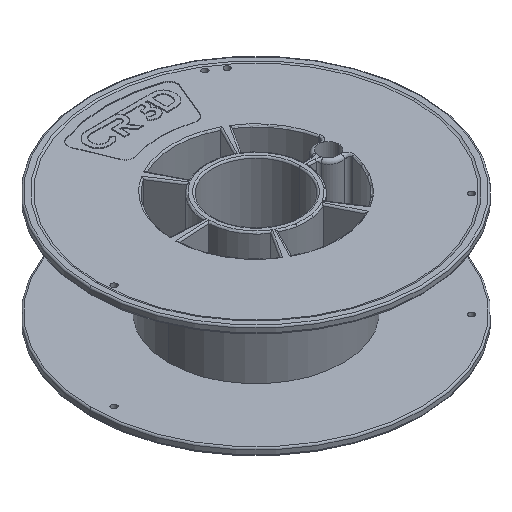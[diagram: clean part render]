
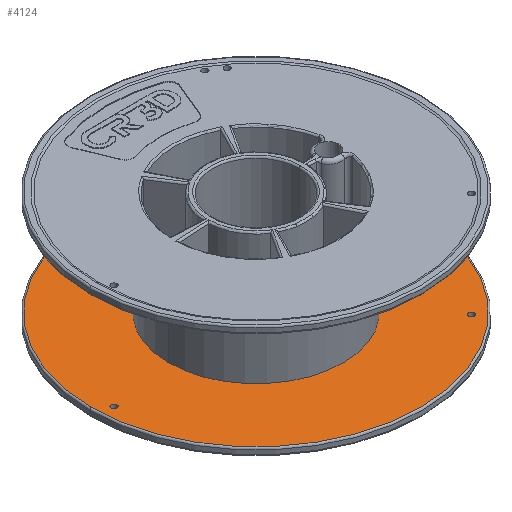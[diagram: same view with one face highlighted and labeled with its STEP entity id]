
A CAD part, isometric view. The second image highlights one B-rep face of the part: STEP entity #4124.
In plain terms, the highlighted planar face has unit normal (0, 0, 1).
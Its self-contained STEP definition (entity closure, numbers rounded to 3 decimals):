
#220 = DIRECTION ( 'NONE',  ( 0., 0., 1. ) ) ;
#286 = EDGE_LOOP ( 'NONE', ( #1744, #7399 ) ) ;
#363 = EDGE_CURVE ( 'NONE', #1919, #3897, #2934, .T. ) ;
#392 = ORIENTED_EDGE ( 'NONE', *, *, #4790, .T. ) ;
#395 = CARTESIAN_POINT ( 'NONE',  ( 47.748, 78.454, 0. ) ) ;
#432 = ORIENTED_EDGE ( 'NONE', *, *, #1294, .T. ) ;
#493 = AXIS2_PLACEMENT_3D ( 'NONE', #2208, #4013, #1497 ) ;
#494 = VERTEX_POINT ( 'NONE', #3723 ) ;
#574 = ORIENTED_EDGE ( 'NONE', *, *, #7149, .T. ) ;
#651 = CARTESIAN_POINT ( 'NONE',  ( 49.498, 78.454, 0. ) ) ;
#845 = DIRECTION ( 'NONE',  ( 0., 0., -1. ) ) ;
#869 = CARTESIAN_POINT ( 'NONE',  ( -93.384, -6.168, 0. ) ) ;
#902 = DIRECTION ( 'NONE',  ( 0., 0., 1. ) ) ;
#921 = CARTESIAN_POINT ( 'NONE',  ( 0., 0., 0. ) ) ;
#1019 = CIRCLE ( 'NONE', #493, 1.75 ) ;
#1101 = AXIS2_PLACEMENT_3D ( 'NONE', #5896, #220, #6557 ) ;
#1135 = DIRECTION ( 'NONE',  ( 0., 0., -1. ) ) ;
#1151 = DIRECTION ( 'NONE',  ( -1., 0., 0. ) ) ;
#1153 = FACE_BOUND ( 'NONE', #4508, .T. ) ;
#1294 = EDGE_CURVE ( 'NONE', #494, #2566, #3745, .T. ) ;
#1371 = CIRCLE ( 'NONE', #4948, 1.75 ) ;
#1375 = DIRECTION ( 'NONE',  ( -1., 0., 0. ) ) ;
#1456 = EDGE_LOOP ( 'NONE', ( #574, #5538 ) ) ;
#1485 = CARTESIAN_POINT ( 'NONE',  ( 63.869, -65.997, 0. ) ) ;
#1497 = DIRECTION ( 'NONE',  ( -1., 0., 0. ) ) ;
#1531 = DIRECTION ( 'NONE',  ( 0., 0., -1. ) ) ;
#1744 = ORIENTED_EDGE ( 'NONE', *, *, #5039, .T. ) ;
#1756 = CIRCLE ( 'NONE', #1101, 99. ) ;
#1762 = AXIS2_PLACEMENT_3D ( 'NONE', #1485, #7222, #2750 ) ;
#1874 = DIRECTION ( 'NONE',  ( 0., 0., -1. ) ) ;
#1891 = FACE_OUTER_BOUND ( 'NONE', #286, .T. ) ;
#1919 = VERTEX_POINT ( 'NONE', #2899 ) ;
#2140 = CARTESIAN_POINT ( 'NONE',  ( 0., 0., 0. ) ) ;
#2208 = CARTESIAN_POINT ( 'NONE',  ( -91.634, -6.168, 0. ) ) ;
#2224 = VERTEX_POINT ( 'NONE', #8059 ) ;
#2238 = EDGE_CURVE ( 'NONE', #8203, #5116, #6547, .T. ) ;
#2284 = CIRCLE ( 'NONE', #1762, 1.75 ) ;
#2427 = PLANE ( 'NONE',  #6163 ) ;
#2466 = FACE_BOUND ( 'NONE', #6751, .T. ) ;
#2566 = VERTEX_POINT ( 'NONE', #5485 ) ;
#2576 = AXIS2_PLACEMENT_3D ( 'NONE', #395, #1135, #4909 ) ;
#2581 = EDGE_LOOP ( 'NONE', ( #3261, #392 ) ) ;
#2618 = AXIS2_PLACEMENT_3D ( 'NONE', #4333, #3100, #1375 ) ;
#2647 = CARTESIAN_POINT ( 'NONE',  ( 45.998, 78.454, 0. ) ) ;
#2750 = DIRECTION ( 'NONE',  ( -1., 0., 0. ) ) ;
#2755 = DIRECTION ( 'NONE',  ( -1., 0., 0. ) ) ;
#2846 = CIRCLE ( 'NONE', #5491, 1.75 ) ;
#2866 = AXIS2_PLACEMENT_3D ( 'NONE', #3620, #8155, #1151 ) ;
#2899 = CARTESIAN_POINT ( 'NONE',  ( 53.926, 73.042, 0. ) ) ;
#2933 = VERTEX_POINT ( 'NONE', #869 ) ;
#2934 = CIRCLE ( 'NONE', #4377, 1.75 ) ;
#2981 = AXIS2_PLACEMENT_3D ( 'NONE', #2140, #902, #3458 ) ;
#2994 = FACE_BOUND ( 'NONE', #1456, .T. ) ;
#3075 = FACE_BOUND ( 'NONE', #6219, .T. ) ;
#3082 = EDGE_CURVE ( 'NONE', #2566, #494, #6164, .T. ) ;
#3100 = DIRECTION ( 'NONE',  ( 0., 0., -1. ) ) ;
#3136 = DIRECTION ( 'NONE',  ( -1., 0., 0. ) ) ;
#3250 = VERTEX_POINT ( 'NONE', #6364 ) ;
#3261 = ORIENTED_EDGE ( 'NONE', *, *, #5150, .T. ) ;
#3271 = CARTESIAN_POINT ( 'NONE',  ( 47.748, 78.454, 0. ) ) ;
#3458 = DIRECTION ( 'NONE',  ( -1., 0., 0. ) ) ;
#3519 = CARTESIAN_POINT ( 'NONE',  ( -89.884, -6.168, 0. ) ) ;
#3549 = EDGE_CURVE ( 'NONE', #5116, #8203, #4844, .T. ) ;
#3615 = AXIS2_PLACEMENT_3D ( 'NONE', #921, #1531, #2755 ) ;
#3620 = CARTESIAN_POINT ( 'NONE',  ( 0., 0., 0. ) ) ;
#3720 = CARTESIAN_POINT ( 'NONE',  ( 65.619, -65.997, 0. ) ) ;
#3723 = CARTESIAN_POINT ( 'NONE',  ( -52.5, 0., 0. ) ) ;
#3745 = CIRCLE ( 'NONE', #3615, 52.5 ) ;
#3820 = DIRECTION ( 'NONE',  ( -1., 0., 0. ) ) ;
#3897 = VERTEX_POINT ( 'NONE', #6417 ) ;
#4013 = DIRECTION ( 'NONE',  ( 0., 0., -1. ) ) ;
#4124 = ADVANCED_FACE ( 'NONE', ( #3075, #2994, #2466, #8082, #1891, #1153 ), #2427, .F. ) ;
#4165 = CARTESIAN_POINT ( 'NONE',  ( -91.634, -6.168, 0. ) ) ;
#4312 = DIRECTION ( 'NONE',  ( 0., 0., -1. ) ) ;
#4333 = CARTESIAN_POINT ( 'NONE',  ( 55.676, 73.042, 0. ) ) ;
#4377 = AXIS2_PLACEMENT_3D ( 'NONE', #5540, #1874, #3136 ) ;
#4508 = EDGE_LOOP ( 'NONE', ( #432, #6656 ) ) ;
#4572 = VERTEX_POINT ( 'NONE', #3720 ) ;
#4747 = EDGE_CURVE ( 'NONE', #7180, #2224, #1756, .T. ) ;
#4790 = EDGE_CURVE ( 'NONE', #3250, #4572, #2284, .T. ) ;
#4844 = CIRCLE ( 'NONE', #5114, 1.75 ) ;
#4875 = EDGE_CURVE ( 'NONE', #5262, #2933, #1371, .T. ) ;
#4909 = DIRECTION ( 'NONE',  ( -1., 0., 0. ) ) ;
#4948 = AXIS2_PLACEMENT_3D ( 'NONE', #4165, #6064, #6140 ) ;
#4957 = ORIENTED_EDGE ( 'NONE', *, *, #2238, .T. ) ;
#5039 = EDGE_CURVE ( 'NONE', #2224, #7180, #6932, .T. ) ;
#5114 = AXIS2_PLACEMENT_3D ( 'NONE', #3271, #5205, #7727 ) ;
#5116 = VERTEX_POINT ( 'NONE', #651 ) ;
#5144 = CIRCLE ( 'NONE', #2618, 1.75 ) ;
#5150 = EDGE_CURVE ( 'NONE', #4572, #3250, #2846, .T. ) ;
#5205 = DIRECTION ( 'NONE',  ( 0., 0., -1. ) ) ;
#5262 = VERTEX_POINT ( 'NONE', #3519 ) ;
#5485 = CARTESIAN_POINT ( 'NONE',  ( 52.5, 0., 0. ) ) ;
#5491 = AXIS2_PLACEMENT_3D ( 'NONE', #7139, #845, #3820 ) ;
#5538 = ORIENTED_EDGE ( 'NONE', *, *, #363, .T. ) ;
#5540 = CARTESIAN_POINT ( 'NONE',  ( 55.676, 73.042, 0. ) ) ;
#5598 = DIRECTION ( 'NONE',  ( -1., 0., 0. ) ) ;
#5624 = ORIENTED_EDGE ( 'NONE', *, *, #6051, .T. ) ;
#5896 = CARTESIAN_POINT ( 'NONE',  ( 0., 0., 0. ) ) ;
#6051 = EDGE_CURVE ( 'NONE', #2933, #5262, #1019, .T. ) ;
#6064 = DIRECTION ( 'NONE',  ( 0., 0., -1. ) ) ;
#6136 = CARTESIAN_POINT ( 'NONE',  ( 0., 0., 0. ) ) ;
#6140 = DIRECTION ( 'NONE',  ( -1., 0., 0. ) ) ;
#6163 = AXIS2_PLACEMENT_3D ( 'NONE', #6136, #4312, #5598 ) ;
#6164 = CIRCLE ( 'NONE', #2866, 52.5 ) ;
#6219 = EDGE_LOOP ( 'NONE', ( #7923, #4957 ) ) ;
#6364 = CARTESIAN_POINT ( 'NONE',  ( 62.119, -65.997, 0. ) ) ;
#6417 = CARTESIAN_POINT ( 'NONE',  ( 57.426, 73.042, 0. ) ) ;
#6547 = CIRCLE ( 'NONE', #2576, 1.75 ) ;
#6557 = DIRECTION ( 'NONE',  ( -1., 0., 0. ) ) ;
#6656 = ORIENTED_EDGE ( 'NONE', *, *, #3082, .T. ) ;
#6751 = EDGE_LOOP ( 'NONE', ( #7946, #5624 ) ) ;
#6932 = CIRCLE ( 'NONE', #2981, 99. ) ;
#7139 = CARTESIAN_POINT ( 'NONE',  ( 63.869, -65.997, 0. ) ) ;
#7149 = EDGE_CURVE ( 'NONE', #3897, #1919, #5144, .T. ) ;
#7180 = VERTEX_POINT ( 'NONE', #7638 ) ;
#7222 = DIRECTION ( 'NONE',  ( 0., 0., -1. ) ) ;
#7399 = ORIENTED_EDGE ( 'NONE', *, *, #4747, .T. ) ;
#7638 = CARTESIAN_POINT ( 'NONE',  ( 99., 0., 0. ) ) ;
#7727 = DIRECTION ( 'NONE',  ( -1., 0., 0. ) ) ;
#7923 = ORIENTED_EDGE ( 'NONE', *, *, #3549, .T. ) ;
#7946 = ORIENTED_EDGE ( 'NONE', *, *, #4875, .T. ) ;
#8059 = CARTESIAN_POINT ( 'NONE',  ( -99., 0., 0. ) ) ;
#8082 = FACE_BOUND ( 'NONE', #2581, .T. ) ;
#8155 = DIRECTION ( 'NONE',  ( 0., 0., -1. ) ) ;
#8203 = VERTEX_POINT ( 'NONE', #2647 ) ;
